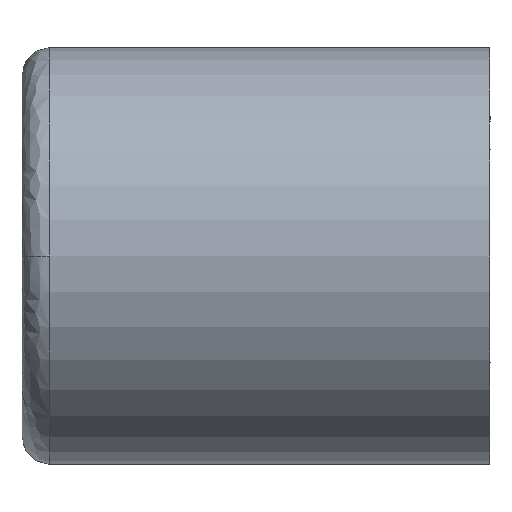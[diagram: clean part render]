
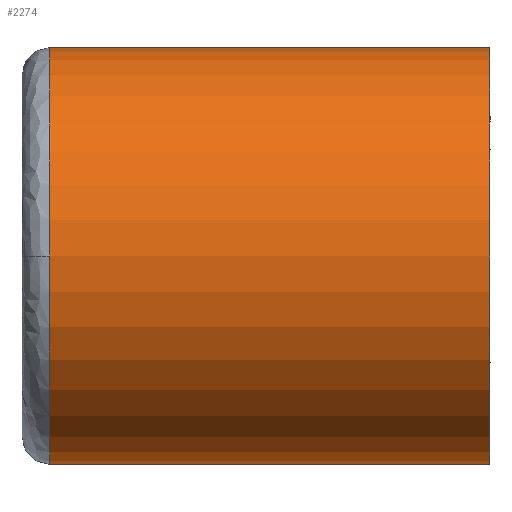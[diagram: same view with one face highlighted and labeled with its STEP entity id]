
A CAD part, front view. The second image highlights one B-rep face of the part: STEP entity #2274.
In plain terms, the highlighted cylindrical face has radius 22.5 mm (diameter 45 mm), a partial arc.
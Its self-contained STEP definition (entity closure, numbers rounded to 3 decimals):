
#9 = ORIENTED_EDGE ( 'NONE', *, *, #735, .F. ) ;
#92 = DIRECTION ( 'NONE',  ( 0., 0., -1. ) ) ;
#110 = CARTESIAN_POINT ( 'NONE',  ( 40.3, -2.3, 22.5 ) ) ;
#146 = ORIENTED_EDGE ( 'NONE', *, *, #797, .F. ) ;
#217 = EDGE_LOOP ( 'NONE', ( #1604, #9, #146, #289, #317 ) ) ;
#225 = LINE ( 'NONE', #523, #2180 ) ;
#234 = AXIS2_PLACEMENT_3D ( 'NONE', #2253, #2402, #1926 ) ;
#246 = CARTESIAN_POINT ( 'NONE',  ( -7.2, -2.3, 22.5 ) ) ;
#289 = ORIENTED_EDGE ( 'NONE', *, *, #1292, .T. ) ;
#317 = ORIENTED_EDGE ( 'NONE', *, *, #1013, .F. ) ;
#342 = VERTEX_POINT ( 'NONE', #685 ) ;
#389 = LINE ( 'NONE', #1840, #798 ) ;
#443 = CARTESIAN_POINT ( 'NONE',  ( 40.3, -2.3, -22.5 ) ) ;
#457 = AXIS2_PLACEMENT_3D ( 'NONE', #2235, #2228, #2242 ) ;
#465 = VERTEX_POINT ( 'NONE', #961 ) ;
#469 = FACE_OUTER_BOUND ( 'NONE', #217, .T. ) ;
#523 = CARTESIAN_POINT ( 'NONE',  ( -7.2, -2.3, 22.5 ) ) ;
#530 = DIRECTION ( 'NONE',  ( 1., 0., 0. ) ) ;
#685 = CARTESIAN_POINT ( 'NONE',  ( -7.2, -24.8, 0. ) ) ;
#735 = EDGE_CURVE ( 'NONE', #342, #1977, #1331, .T. ) ;
#797 = EDGE_CURVE ( 'NONE', #465, #342, #834, .T. ) ;
#798 = VECTOR ( 'NONE', #1822, 1000. ) ;
#834 = CIRCLE ( 'NONE', #457, 22.5 ) ;
#961 = CARTESIAN_POINT ( 'NONE',  ( -7.2, -2.3, -22.5 ) ) ;
#1013 = EDGE_CURVE ( 'NONE', #1408, #1063, #1865, .T. ) ;
#1063 = VERTEX_POINT ( 'NONE', #443 ) ;
#1292 = EDGE_CURVE ( 'NONE', #465, #1063, #389, .T. ) ;
#1331 = CIRCLE ( 'NONE', #2033, 22.5 ) ;
#1408 = VERTEX_POINT ( 'NONE', #110 ) ;
#1604 = ORIENTED_EDGE ( 'NONE', *, *, #1636, .F. ) ;
#1617 = CARTESIAN_POINT ( 'NONE',  ( 40.3, -2.3, 0. ) ) ;
#1636 = EDGE_CURVE ( 'NONE', #1977, #1408, #225, .T. ) ;
#1675 = DIRECTION ( 'NONE',  ( 1., 0., 0. ) ) ;
#1769 = CYLINDRICAL_SURFACE ( 'NONE', #234, 22.5 ) ;
#1822 = DIRECTION ( 'NONE',  ( 1., 0., 0. ) ) ;
#1840 = CARTESIAN_POINT ( 'NONE',  ( -7.2, -2.3, -22.5 ) ) ;
#1865 = CIRCLE ( 'NONE', #2133, 22.5 ) ;
#1926 = DIRECTION ( 'NONE',  ( 0., 0., -1. ) ) ;
#1977 = VERTEX_POINT ( 'NONE', #246 ) ;
#2033 = AXIS2_PLACEMENT_3D ( 'NONE', #2055, #2069, #2073 ) ;
#2055 = CARTESIAN_POINT ( 'NONE',  ( -7.2, -2.3, 0. ) ) ;
#2069 = DIRECTION ( 'NONE',  ( -1., 0., 0. ) ) ;
#2073 = DIRECTION ( 'NONE',  ( 0., 0., 1. ) ) ;
#2133 = AXIS2_PLACEMENT_3D ( 'NONE', #1617, #1675, #92 ) ;
#2180 = VECTOR ( 'NONE', #530, 1000. ) ;
#2228 = DIRECTION ( 'NONE',  ( -1., 0., 0. ) ) ;
#2235 = CARTESIAN_POINT ( 'NONE',  ( -7.2, -2.3, 0. ) ) ;
#2242 = DIRECTION ( 'NONE',  ( 0., 0., 1. ) ) ;
#2253 = CARTESIAN_POINT ( 'NONE',  ( -7.2, -2.3, 0. ) ) ;
#2274 = ADVANCED_FACE ( 'NONE', ( #469 ), #1769, .T. ) ;
#2402 = DIRECTION ( 'NONE',  ( 1., 0., 0. ) ) ;
